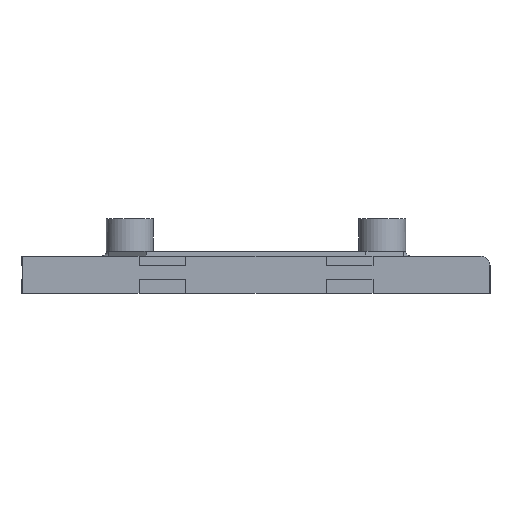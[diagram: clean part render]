
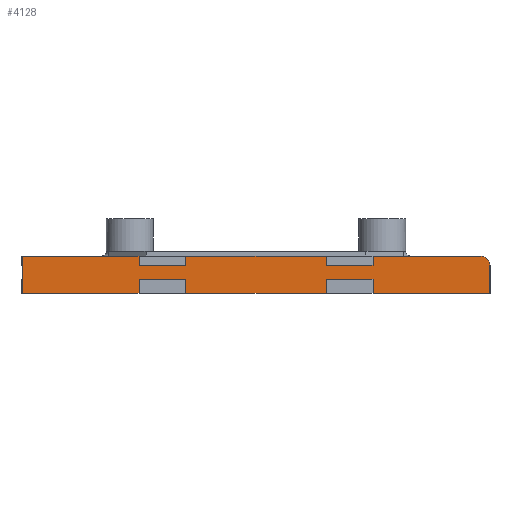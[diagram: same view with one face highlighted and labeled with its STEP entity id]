
A CAD part, left-side view. The second image highlights one B-rep face of the part: STEP entity #4128.
In plain terms, the highlighted planar face has unit normal (-1, 0, 0).
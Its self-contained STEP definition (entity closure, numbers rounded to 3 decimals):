
#129=LINE('',#5235,#554);
#133=LINE('',#5243,#558);
#137=LINE('',#5251,#562);
#420=LINE('',#7311,#845);
#426=LINE('',#7323,#851);
#429=LINE('',#7328,#854);
#453=LINE('',#7386,#878);
#459=LINE('',#7398,#884);
#462=LINE('',#7403,#887);
#476=LINE('',#7435,#901);
#485=LINE('',#7451,#910);
#486=LINE('',#7453,#911);
#487=LINE('',#7456,#912);
#488=LINE('',#7458,#913);
#489=LINE('',#7459,#914);
#490=LINE('',#7461,#915);
#491=LINE('',#7463,#916);
#492=LINE('',#7464,#917);
#493=LINE('',#7465,#918);
#494=LINE('',#7466,#919);
#554=VECTOR('',#4392,10.);
#558=VECTOR('',#4396,10.);
#562=VECTOR('',#4400,10.);
#845=VECTOR('',#4917,10.);
#851=VECTOR('',#4925,10.);
#854=VECTOR('',#4932,10.);
#878=VECTOR('',#4980,10.);
#884=VECTOR('',#4988,10.);
#887=VECTOR('',#4995,10.);
#901=VECTOR('',#5023,10.);
#910=VECTOR('',#5034,10.);
#911=VECTOR('',#5035,10.);
#912=VECTOR('',#5038,10.);
#913=VECTOR('',#5039,10.);
#914=VECTOR('',#5040,10.);
#915=VECTOR('',#5041,10.);
#916=VECTOR('',#5042,10.);
#917=VECTOR('',#5043,10.);
#918=VECTOR('',#5044,10.);
#919=VECTOR('',#5045,10.);
#1075=PLANE('',#4325);
#1286=FACE_OUTER_BOUND('',#1523,.T.);
#1523=EDGE_LOOP('',(#3729,#3730,#3731,#3732,#3733,#3734,#3735,#3736,#3737,
#3738,#3739,#3740,#3741,#3742,#3743,#3744,#3745,#3746,#3747,#3748,#3749));
#1595=CIRCLE('',#4326,2.);
#1755=VERTEX_POINT('',#5232);
#1756=VERTEX_POINT('',#5234);
#1759=VERTEX_POINT('',#5240);
#1760=VERTEX_POINT('',#5242);
#1763=VERTEX_POINT('',#5248);
#1764=VERTEX_POINT('',#5250);
#2058=VERTEX_POINT('',#7307);
#2060=VERTEX_POINT('',#7310);
#2063=VERTEX_POINT('',#7317);
#2065=VERTEX_POINT('',#7321);
#2085=VERTEX_POINT('',#7382);
#2087=VERTEX_POINT('',#7385);
#2090=VERTEX_POINT('',#7392);
#2092=VERTEX_POINT('',#7396);
#2103=VERTEX_POINT('',#7433);
#2109=VERTEX_POINT('',#7450);
#2110=VERTEX_POINT('',#7452);
#2111=VERTEX_POINT('',#7455);
#2112=VERTEX_POINT('',#7457);
#2113=VERTEX_POINT('',#7460);
#2114=VERTEX_POINT('',#7462);
#2154=EDGE_CURVE('',#1755,#1756,#129,.T.);
#2158=EDGE_CURVE('',#1759,#1760,#133,.T.);
#2162=EDGE_CURVE('',#1763,#1764,#137,.T.);
#2604=EDGE_CURVE('',#2060,#2058,#420,.T.);
#2610=EDGE_CURVE('',#2063,#2065,#426,.T.);
#2613=EDGE_CURVE('',#2065,#2060,#429,.T.);
#2640=EDGE_CURVE('',#2087,#2085,#453,.T.);
#2646=EDGE_CURVE('',#2090,#2092,#459,.T.);
#2649=EDGE_CURVE('',#2092,#2087,#462,.T.);
#2665=EDGE_CURVE('',#2103,#1755,#476,.T.);
#2674=EDGE_CURVE('',#2058,#2109,#485,.T.);
#2675=EDGE_CURVE('',#2109,#2110,#486,.T.);
#2676=EDGE_CURVE('',#1764,#2110,#1595,.T.);
#2677=EDGE_CURVE('',#1763,#2111,#487,.T.);
#2678=EDGE_CURVE('',#2111,#2112,#488,.T.);
#2679=EDGE_CURVE('',#2112,#1760,#489,.T.);
#2680=EDGE_CURVE('',#1759,#2113,#490,.T.);
#2681=EDGE_CURVE('',#2113,#2114,#491,.T.);
#2682=EDGE_CURVE('',#2114,#1756,#492,.T.);
#2683=EDGE_CURVE('',#2103,#2090,#493,.T.);
#2684=EDGE_CURVE('',#2085,#2063,#494,.T.);
#3729=ORIENTED_EDGE('',*,*,#2610,.T.);
#3730=ORIENTED_EDGE('',*,*,#2613,.T.);
#3731=ORIENTED_EDGE('',*,*,#2604,.T.);
#3732=ORIENTED_EDGE('',*,*,#2674,.T.);
#3733=ORIENTED_EDGE('',*,*,#2675,.T.);
#3734=ORIENTED_EDGE('',*,*,#2676,.F.);
#3735=ORIENTED_EDGE('',*,*,#2162,.F.);
#3736=ORIENTED_EDGE('',*,*,#2677,.T.);
#3737=ORIENTED_EDGE('',*,*,#2678,.T.);
#3738=ORIENTED_EDGE('',*,*,#2679,.T.);
#3739=ORIENTED_EDGE('',*,*,#2158,.F.);
#3740=ORIENTED_EDGE('',*,*,#2680,.T.);
#3741=ORIENTED_EDGE('',*,*,#2681,.T.);
#3742=ORIENTED_EDGE('',*,*,#2682,.T.);
#3743=ORIENTED_EDGE('',*,*,#2154,.F.);
#3744=ORIENTED_EDGE('',*,*,#2665,.F.);
#3745=ORIENTED_EDGE('',*,*,#2683,.T.);
#3746=ORIENTED_EDGE('',*,*,#2646,.T.);
#3747=ORIENTED_EDGE('',*,*,#2649,.T.);
#3748=ORIENTED_EDGE('',*,*,#2640,.T.);
#3749=ORIENTED_EDGE('',*,*,#2684,.T.);
#4128=ADVANCED_FACE('',(#1286),#1075,.T.);
#4325=AXIS2_PLACEMENT_3D('',#7449,#5032,#5033);
#4326=AXIS2_PLACEMENT_3D('',#7454,#5036,#5037);
#4392=DIRECTION('',(0.,-1.,0.));
#4396=DIRECTION('',(0.,-1.,0.));
#4400=DIRECTION('',(0.,-1.,0.));
#4917=DIRECTION('',(0.,0.,-1.));
#4925=DIRECTION('',(0.,0.,1.));
#4932=DIRECTION('',(0.,-1.,0.));
#4980=DIRECTION('',(0.,0.,-1.));
#4988=DIRECTION('',(0.,0.,1.));
#4995=DIRECTION('',(0.,-1.,0.));
#5023=DIRECTION('',(0.,0.,1.));
#5032=DIRECTION('center_axis',(-1.,0.,0.));
#5033=DIRECTION('ref_axis',(0.,-1.,0.));
#5034=DIRECTION('',(0.,-1.,0.));
#5035=DIRECTION('',(0.,0.,1.));
#5036=DIRECTION('center_axis',(1.,0.,0.));
#5037=DIRECTION('ref_axis',(0.,-0.707,0.707));
#5038=DIRECTION('',(0.,0.,-1.));
#5039=DIRECTION('',(0.,1.,0.));
#5040=DIRECTION('',(0.,0.,1.));
#5041=DIRECTION('',(0.,0.,-1.));
#5042=DIRECTION('',(0.,1.,0.));
#5043=DIRECTION('',(0.,0.,1.));
#5044=DIRECTION('',(0.,-1.,0.));
#5045=DIRECTION('',(0.,-1.,0.));
#5232=CARTESIAN_POINT('',(-65.,50.,8.));
#5234=CARTESIAN_POINT('',(-65.,25.,8.));
#5235=CARTESIAN_POINT('',(-65.,50.,8.));
#5240=CARTESIAN_POINT('',(-65.,15.,8.));
#5242=CARTESIAN_POINT('',(-65.,-15.,8.));
#5243=CARTESIAN_POINT('',(-65.,50.,8.));
#5248=CARTESIAN_POINT('',(-65.,-25.,8.));
#5250=CARTESIAN_POINT('',(-65.,-48.,8.));
#5251=CARTESIAN_POINT('',(-65.,50.,8.));
#7307=CARTESIAN_POINT('',(-65.,-25.,0.));
#7310=CARTESIAN_POINT('',(-65.,-25.,3.));
#7311=CARTESIAN_POINT('',(-65.,-25.,0.));
#7317=CARTESIAN_POINT('',(-65.,-15.,0.));
#7321=CARTESIAN_POINT('',(-65.,-15.,3.));
#7323=CARTESIAN_POINT('',(-65.,-15.,0.));
#7328=CARTESIAN_POINT('',(-65.,15.,3.));
#7382=CARTESIAN_POINT('',(-65.,15.,0.));
#7385=CARTESIAN_POINT('',(-65.,15.,3.));
#7386=CARTESIAN_POINT('',(-65.,15.,0.));
#7392=CARTESIAN_POINT('',(-65.,25.,0.));
#7396=CARTESIAN_POINT('',(-65.,25.,3.));
#7398=CARTESIAN_POINT('',(-65.,25.,0.));
#7403=CARTESIAN_POINT('',(-65.,35.,3.));
#7433=CARTESIAN_POINT('',(-65.,50.,0.));
#7435=CARTESIAN_POINT('',(-65.,50.,0.));
#7449=CARTESIAN_POINT('Origin',(-65.,50.,0.));
#7450=CARTESIAN_POINT('',(-65.,-50.,0.));
#7451=CARTESIAN_POINT('',(-65.,50.,0.));
#7452=CARTESIAN_POINT('',(-65.,-50.,6.));
#7453=CARTESIAN_POINT('',(-65.,-50.,0.));
#7454=CARTESIAN_POINT('Origin',(-65.,-48.,6.));
#7455=CARTESIAN_POINT('',(-65.,-25.,6.));
#7456=CARTESIAN_POINT('',(-65.,-25.,4.));
#7457=CARTESIAN_POINT('',(-65.,-15.,6.));
#7458=CARTESIAN_POINT('',(-65.,15.,6.));
#7459=CARTESIAN_POINT('',(-65.,-15.,4.));
#7460=CARTESIAN_POINT('',(-65.,15.,6.));
#7461=CARTESIAN_POINT('',(-65.,15.,4.));
#7462=CARTESIAN_POINT('',(-65.,25.,6.));
#7463=CARTESIAN_POINT('',(-65.,35.,6.));
#7464=CARTESIAN_POINT('',(-65.,25.,4.));
#7465=CARTESIAN_POINT('',(-65.,50.,0.));
#7466=CARTESIAN_POINT('',(-65.,50.,0.));
